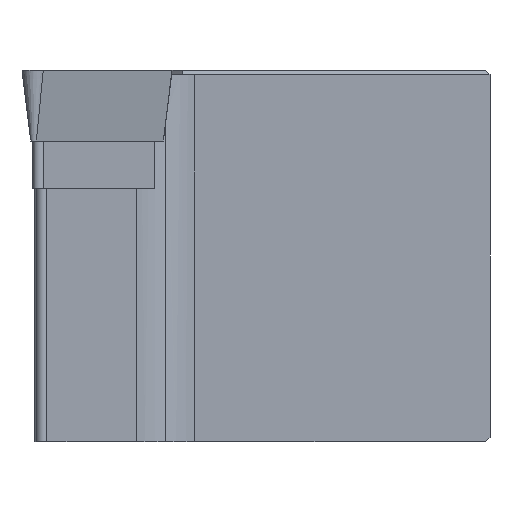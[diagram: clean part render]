
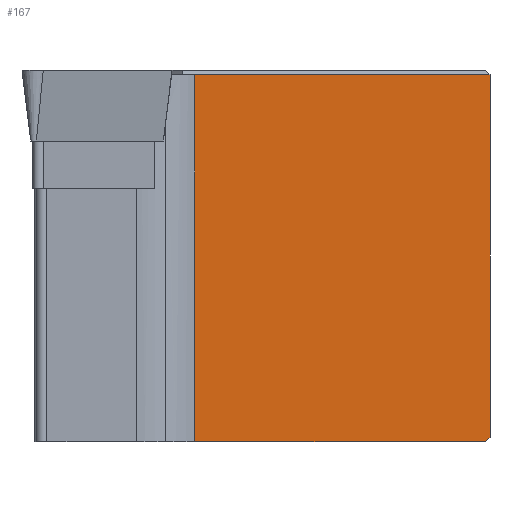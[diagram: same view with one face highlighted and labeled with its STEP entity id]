
A CAD part, left-side view. The second image highlights one B-rep face of the part: STEP entity #167.
In plain terms, the highlighted planar face has unit normal (-0.616, -0.788, 0).
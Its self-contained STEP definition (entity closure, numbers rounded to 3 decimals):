
#167=ADVANCED_FACE('',(#251),#207,.F.);
#207=PLANE('',#950);
#251=FACE_OUTER_BOUND('',#298,.T.);
#298=EDGE_LOOP('',(#462,#463,#464,#465,#466));
#462=ORIENTED_EDGE('',*,*,#683,.F.);
#463=ORIENTED_EDGE('',*,*,#622,.F.);
#464=ORIENTED_EDGE('',*,*,#648,.T.);
#465=ORIENTED_EDGE('',*,*,#661,.F.);
#466=ORIENTED_EDGE('',*,*,#652,.F.);
#550=VERTEX_POINT('',#1232);
#551=VERTEX_POINT('',#1234);
#570=VERTEX_POINT('',#1282);
#572=VERTEX_POINT('',#1287);
#574=VERTEX_POINT('',#1291);
#622=EDGE_CURVE('',#550,#551,#732,.T.);
#648=EDGE_CURVE('',#550,#570,#744,.T.);
#652=EDGE_CURVE('',#574,#572,#748,.T.);
#661=EDGE_CURVE('',#572,#570,#756,.T.);
#683=EDGE_CURVE('',#551,#574,#777,.T.);
#732=LINE('',#1233,#820);
#744=LINE('',#1283,#832);
#748=LINE('',#1292,#836);
#756=LINE('',#1309,#844);
#777=LINE('',#1351,#865);
#820=VECTOR('',#995,1.);
#832=VECTOR('',#1043,1.);
#836=VECTOR('',#1049,1.);
#844=VECTOR('',#1063,1.);
#865=VECTOR('',#1102,1.);
#950=AXIS2_PLACEMENT_3D('',#1375,#1139,#1140);
#995=DIRECTION('',(0.788,-0.616,0.));
#1043=DIRECTION('',(0.,0.,-1.));
#1049=DIRECTION('',(-0.671,0.524,-0.524));
#1063=DIRECTION('',(-0.788,0.616,0.));
#1102=DIRECTION('',(0.,0.,-1.));
#1139=DIRECTION('',(0.616,0.788,0.));
#1140=DIRECTION('',(0.788,-0.616,0.));
#1232=CARTESIAN_POINT('',(13.351,19.881,-0.3));
#1233=CARTESIAN_POINT('',(13.351,19.881,-0.3));
#1234=CARTESIAN_POINT('',(38.798,0.,-0.3));
#1282=CARTESIAN_POINT('',(13.351,19.881,-25.));
#1283=CARTESIAN_POINT('',(13.351,19.881,-40.));
#1287=CARTESIAN_POINT('',(38.414,0.3,-25.));
#1291=CARTESIAN_POINT('',(38.798,0.,-24.7));
#1292=CARTESIAN_POINT('',(14.963,18.622,-43.322));
#1309=CARTESIAN_POINT('',(13.351,19.881,-25.));
#1351=CARTESIAN_POINT('',(38.798,0.,-40.));
#1375=CARTESIAN_POINT('',(13.351,19.881,-40.));
